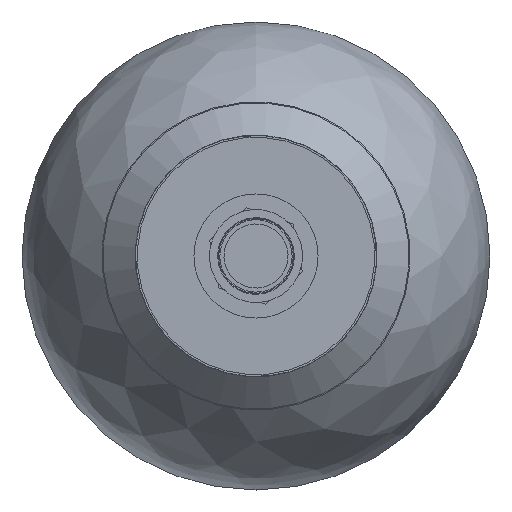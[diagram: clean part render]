
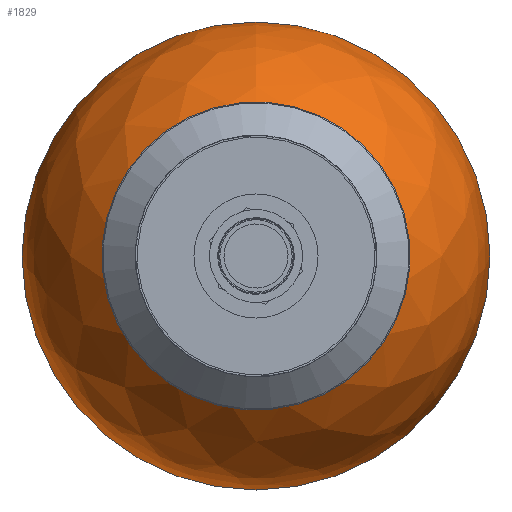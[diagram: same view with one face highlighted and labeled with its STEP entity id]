
A CAD part, left-side view. The second image highlights one B-rep face of the part: STEP entity #1829.
In plain terms, the highlighted free-form (B-spline) face has degree [2, 2] with [3, 9] control points.
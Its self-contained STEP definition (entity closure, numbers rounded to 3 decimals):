
#217=(
BOUNDED_CURVE()
B_SPLINE_CURVE(2,(#3015,#3016,#3017),.UNSPECIFIED.,.F.,.F.)
B_SPLINE_CURVE_WITH_KNOTS((3,3),(0.,1.327),
 .UNSPECIFIED.)
CURVE()
GEOMETRIC_REPRESENTATION_ITEM()
RATIONAL_B_SPLINE_CURVE((1.,0.788,1.))
REPRESENTATION_ITEM($)
);
#232=(
BOUNDED_SURFACE()
B_SPLINE_SURFACE(2,2,((#2988,#2989,#2990,#2991,#2992,#2993,#2994,#2995,
#2996),(#2997,#2998,#2999,#3000,#3001,#3002,#3003,#3004,#3005),(#3006,#3007,
#3008,#3009,#3010,#3011,#3012,#3013,#3014)),.UNSPECIFIED.,.F.,.T.,.F.)
B_SPLINE_SURFACE_WITH_KNOTS((3,3),(3,2,2,2,3),(-1.327,0.),
(-3.142,-1.571,0.,1.571,3.142),
 .UNSPECIFIED.)
GEOMETRIC_REPRESENTATION_ITEM()
RATIONAL_B_SPLINE_SURFACE(((1.,0.707,1.,0.707,1.,
0.707,1.,0.707,1.),(0.788,0.557,
0.788,0.557,0.788,0.557,0.788,
0.557,0.788),(1.,0.707,1.,0.707,
1.,0.707,1.,0.707,1.)))
REPRESENTATION_ITEM($)
SURFACE()
);
#460=FACE_OUTER_BOUND($,#595,.T.);
#595=EDGE_LOOP($,(#1381,#1382,#1383,#1384,#1385,#1386));
#826=CIRCLE($,#1990,113.1);
#827=CIRCLE($,#1991,113.1);
#830=CIRCLE($,#1998,30.);
#831=CIRCLE($,#1999,30.);
#963=VERTEX_POINT($,#2942);
#964=VERTEX_POINT($,#2943);
#967=VERTEX_POINT($,#2984);
#968=VERTEX_POINT($,#2985);
#1140=EDGE_CURVE($,#963,#964,#826,.T.);
#1141=EDGE_CURVE($,#964,#963,#827,.T.);
#1145=EDGE_CURVE($,#967,#968,#830,.T.);
#1146=EDGE_CURVE($,#968,#967,#831,.T.);
#1147=EDGE_CURVE($,#964,#968,#217,.T.);
#1381=ORIENTED_EDGE($,*,*,#1140,.F.);
#1382=ORIENTED_EDGE($,*,*,#1141,.F.);
#1383=ORIENTED_EDGE($,*,*,#1147,.T.);
#1384=ORIENTED_EDGE($,*,*,#1146,.T.);
#1385=ORIENTED_EDGE($,*,*,#1145,.T.);
#1386=ORIENTED_EDGE($,*,*,#1147,.F.);
#1829=ADVANCED_FACE($,(#460),#232,.F.);
#1990=AXIS2_PLACEMENT_3D($,#2944,#2302,#2303);
#1991=AXIS2_PLACEMENT_3D($,#2945,#2304,#2305);
#1998=AXIS2_PLACEMENT_3D($,#2986,#2318,#2319);
#1999=AXIS2_PLACEMENT_3D($,#2987,#2320,#2321);
#2302=DIRECTION('center_axis',(1.,0.,0.));
#2303=DIRECTION('ref_axis',(0.,1.,0.));
#2304=DIRECTION('center_axis',(1.,0.,0.));
#2305=DIRECTION('ref_axis',(0.,1.,0.));
#2318=DIRECTION('center_axis',(1.,0.,0.));
#2319=DIRECTION('ref_axis',(0.,1.,0.));
#2320=DIRECTION('center_axis',(1.,0.,0.));
#2321=DIRECTION('ref_axis',(0.,1.,0.));
#2942=CARTESIAN_POINT('',(-140.659,63.5,0.));
#2943=CARTESIAN_POINT('',(-140.659,-49.6,113.1));
#2944=CARTESIAN_POINT('Origin',(-140.659,-49.6,0.));
#2945=CARTESIAN_POINT('Origin',(-140.659,-49.6,0.));
#2984=CARTESIAN_POINT('',(-246.968,-19.6,0.));
#2985=CARTESIAN_POINT('',(-246.968,-49.6,30.));
#2986=CARTESIAN_POINT('Origin',(-246.968,-49.6,0.));
#2987=CARTESIAN_POINT('Origin',(-246.968,-49.6,0.));
#2988=CARTESIAN_POINT('Ctrl Pts',(-246.968,-49.6,30.));
#2989=CARTESIAN_POINT('Ctrl Pts',(-246.968,-79.6,30.));
#2990=CARTESIAN_POINT('Ctrl Pts',(-246.968,-79.6,0.));
#2991=CARTESIAN_POINT('Ctrl Pts',(-246.968,-79.6,-30.));
#2992=CARTESIAN_POINT('Ctrl Pts',(-246.968,-49.6,-30.));
#2993=CARTESIAN_POINT('Ctrl Pts',(-246.968,-19.6,-30.));
#2994=CARTESIAN_POINT('Ctrl Pts',(-246.968,-19.6,0.));
#2995=CARTESIAN_POINT('Ctrl Pts',(-246.968,-19.6,30.));
#2996=CARTESIAN_POINT('Ctrl Pts',(-246.968,-49.6,30.));
#2997=CARTESIAN_POINT('Ctrl Pts',(-226.292,-49.6,113.1));
#2998=CARTESIAN_POINT('Ctrl Pts',(-226.292,-162.7,113.1));
#2999=CARTESIAN_POINT('Ctrl Pts',(-226.292,-162.7,0.));
#3000=CARTESIAN_POINT('Ctrl Pts',(-226.292,-162.7,-113.1));
#3001=CARTESIAN_POINT('Ctrl Pts',(-226.292,-49.6,-113.1));
#3002=CARTESIAN_POINT('Ctrl Pts',(-226.292,63.5,-113.1));
#3003=CARTESIAN_POINT('Ctrl Pts',(-226.292,63.5,0.));
#3004=CARTESIAN_POINT('Ctrl Pts',(-226.292,63.5,113.1));
#3005=CARTESIAN_POINT('Ctrl Pts',(-226.292,-49.6,113.1));
#3006=CARTESIAN_POINT('Ctrl Pts',(-140.659,-49.6,113.1));
#3007=CARTESIAN_POINT('Ctrl Pts',(-140.659,-162.7,113.1));
#3008=CARTESIAN_POINT('Ctrl Pts',(-140.659,-162.7,0.));
#3009=CARTESIAN_POINT('Ctrl Pts',(-140.659,-162.7,-113.1));
#3010=CARTESIAN_POINT('Ctrl Pts',(-140.659,-49.6,-113.1));
#3011=CARTESIAN_POINT('Ctrl Pts',(-140.659,63.5,-113.1));
#3012=CARTESIAN_POINT('Ctrl Pts',(-140.659,63.5,0.));
#3013=CARTESIAN_POINT('Ctrl Pts',(-140.659,63.5,113.1));
#3014=CARTESIAN_POINT('Ctrl Pts',(-140.659,-49.6,113.1));
#3015=CARTESIAN_POINT('Ctrl Pts',(-140.659,-49.6,113.1));
#3016=CARTESIAN_POINT('Ctrl Pts',(-226.292,-49.6,113.1));
#3017=CARTESIAN_POINT('Ctrl Pts',(-246.968,-49.6,30.));
